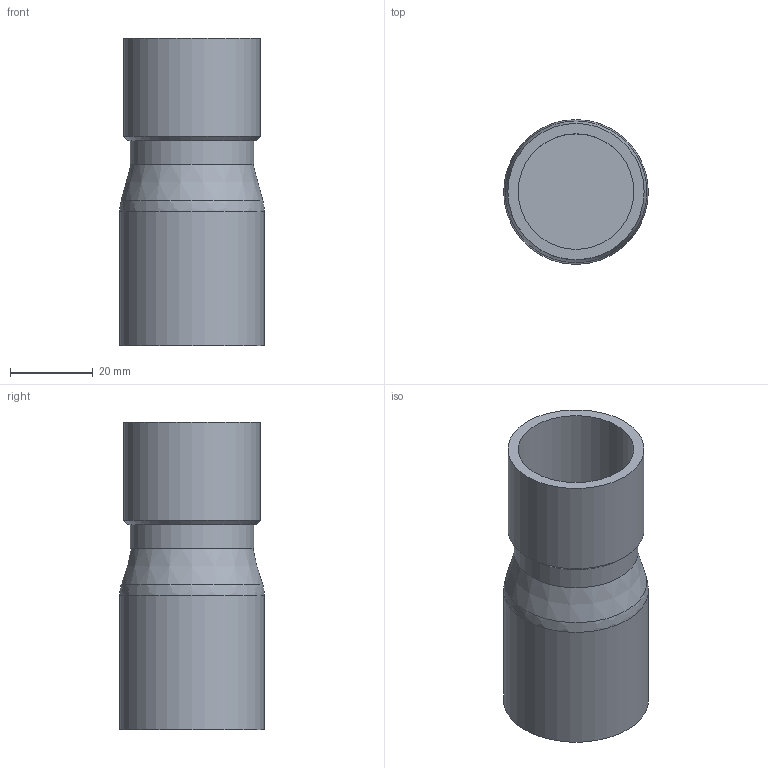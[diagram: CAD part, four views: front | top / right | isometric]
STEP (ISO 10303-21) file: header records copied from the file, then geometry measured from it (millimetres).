
FILE_DESCRIPTION( ( 'Unknown' ), '1' );
FILE_NAME( 'F14DN28-35.stp', 'Unknown', ( 'Unknown' ), ( 'Unknown' ), 'PSStep 14.0', 'Unknown', ' ' );
FILE_SCHEMA( ( 'AUTOMOTIVE_DESIGN { 1 0 10303 214 1 1 1 1 }' ) );
Length unit declared in the file: millimetre
Products named in the file (1): 1
Bounding box: 35 x 35 x 74.5 mm (x, y, z)
Volume: 18382.9 mm3; surface area: 15881.8 mm2
Topology: 1 solids, 1 shells, 16 faces, 29 edges, 19 vertices
Faces by surface type: plane 6, cylinder 5, cone 3, bspline 2
Full cylindrical faces by diameter (mm): 28 x1, 30 x1, 32 x1, 33 x1, 35 x1
Entity records: 504 total; most frequent: CARTESIAN_POINT 101, DIRECTION 60, AXIS2_PLACEMENT_3D 30, EDGE_LOOP 30, ORIENTED_EDGE 30, FACE_OUTER_BOUND 23, STYLED_ITEM 16, PRESENTATION_STYLE_ASSIGNMENT 16
